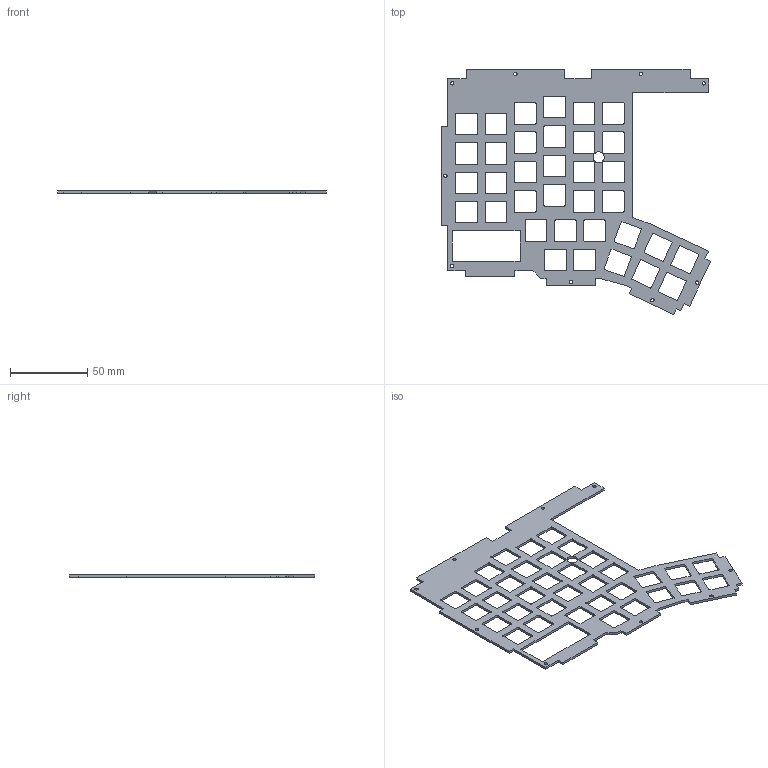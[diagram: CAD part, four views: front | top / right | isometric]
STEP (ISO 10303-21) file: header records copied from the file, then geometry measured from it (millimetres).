
FILE_DESCRIPTION(('KiCad electronic assembly'),'2;1');
FILE_NAME('Switch_Plate.step','2023-02-15T22:28:38',('Pcbnew'),('Kicad') ,'Open CASCADE STEP processor 7.6','KiCad to STEP converter','Unknown' );
FILE_SCHEMA(('AUTOMOTIVE_DESIGN { 1 0 10303 214 1 1 1 1 }'));
Length unit declared in the file: millimetre
Products named in the file (2): Switch_Plate 1; PCB
Assembly tree (1 placements, depth 2):
  Switch_Plate 1
    PCB
Bounding box: 174.61 x 159.08 x 1.59 mm (x, y, z)
Volume: 18134.7 mm3; surface area: 27459.6 mm2
Topology: 1 solids, 1 shells, 1015 faces, 3039 edges, 2026 vertices
Faces by surface type: plane 1005, cylinder 10
Full cylindrical faces by diameter (mm): 2.2 x9, 7.2 x1
Entity records: 73271 total; most frequent: CARTESIAN_POINT 12280, DIRECTION 11151, LINE 9077, VECTOR 9077, ORIENTED_EDGE 6078, PCURVE 6078, DEFINITIONAL_REPRESENTATION 6078, EDGE_CURVE 3039
